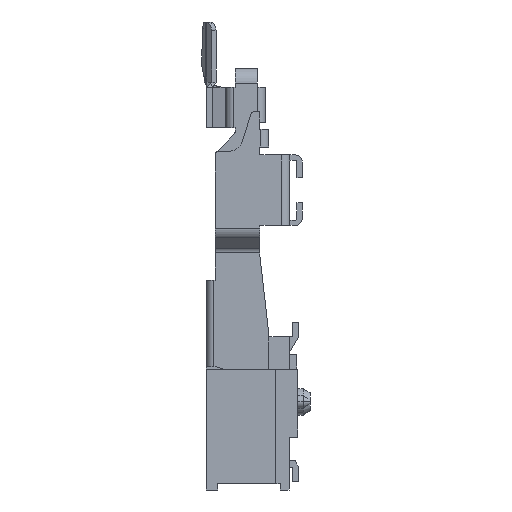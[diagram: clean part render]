
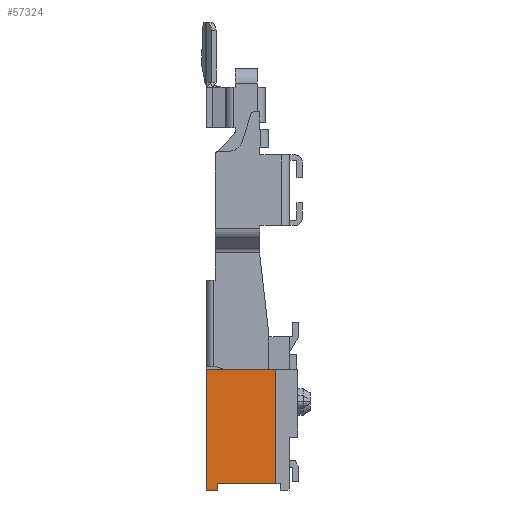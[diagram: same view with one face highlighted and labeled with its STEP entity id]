
A CAD part, left-side view. The second image highlights one B-rep face of the part: STEP entity #57324.
In plain terms, the highlighted planar face has unit normal (-1, 0, 0).
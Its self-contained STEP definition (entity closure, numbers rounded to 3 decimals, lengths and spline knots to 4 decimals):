
#72=DIRECTION('',(0.,-1.,0.));
#73=VECTOR('',#72,3.95);
#74=CARTESIAN_POINT('',(-35.5,2.6,-1.85));
#75=LINE('',#74,#73);
#76=DIRECTION('',(0.,0.,-1.));
#77=VECTOR('',#76,6.5);
#78=CARTESIAN_POINT('',(-35.5,-1.35,-1.85));
#79=LINE('',#78,#77);
#80=DIRECTION('',(0.,1.,0.));
#81=VECTOR('',#80,3.3);
#82=CARTESIAN_POINT('',(-35.5,-1.35,-8.35));
#83=LINE('',#82,#81);
#84=DIRECTION('',(0.,0.,-1.));
#85=VECTOR('',#84,0.35);
#86=CARTESIAN_POINT('',(-35.5,1.95,-8.35));
#87=LINE('',#86,#85);
#88=DIRECTION('',(0.,1.,0.));
#89=VECTOR('',#88,0.65);
#90=CARTESIAN_POINT('',(-35.5,1.95,-8.7));
#91=LINE('',#90,#89);
#92=DIRECTION('',(0.,0.,1.));
#93=VECTOR('',#92,6.85);
#94=CARTESIAN_POINT('',(-35.5,2.6,-8.7));
#95=LINE('',#94,#93);
#43608=CARTESIAN_POINT('',(-35.5,1.95,-8.35));
#43609=CARTESIAN_POINT('',(-35.5,1.95,-8.7));
#43610=VERTEX_POINT('',#43608);
#43611=VERTEX_POINT('',#43609);
#43612=CARTESIAN_POINT('',(-35.5,2.6,-8.7));
#43613=VERTEX_POINT('',#43612);
#43658=CARTESIAN_POINT('',(-35.5,2.6,-1.85));
#43659=VERTEX_POINT('',#43658);
#43666=CARTESIAN_POINT('',(-35.5,-1.35,-1.85));
#43667=CARTESIAN_POINT('',(-35.5,-1.35,-8.35));
#43668=VERTEX_POINT('',#43666);
#43669=VERTEX_POINT('',#43667);
#57305=CARTESIAN_POINT('',(-35.5,0.,0.));
#57306=DIRECTION('',(1.,0.,0.));
#57307=DIRECTION('',(0.,0.,-1.));
#57308=AXIS2_PLACEMENT_3D('',#57305,#57306,#57307);
#57309=PLANE('',#57308);
#57311=ORIENTED_EDGE('',*,*,#57310,.T.);
#57313=ORIENTED_EDGE('',*,*,#57312,.T.);
#57315=ORIENTED_EDGE('',*,*,#57314,.T.);
#57317=ORIENTED_EDGE('',*,*,#57316,.T.);
#57319=ORIENTED_EDGE('',*,*,#57318,.T.);
#57321=ORIENTED_EDGE('',*,*,#57320,.T.);
#57322=EDGE_LOOP('',(#57311,#57313,#57315,#57317,#57319,#57321));
#57323=FACE_OUTER_BOUND('',#57322,.F.);
#57324=ADVANCED_FACE('',(#57323),#57309,.F.);
#57310=EDGE_CURVE('',#43659,#43668,#75,.T.);
#57312=EDGE_CURVE('',#43668,#43669,#79,.T.);
#57314=EDGE_CURVE('',#43669,#43610,#83,.T.);
#57316=EDGE_CURVE('',#43610,#43611,#87,.T.);
#57318=EDGE_CURVE('',#43611,#43613,#91,.T.);
#57320=EDGE_CURVE('',#43613,#43659,#95,.T.);
